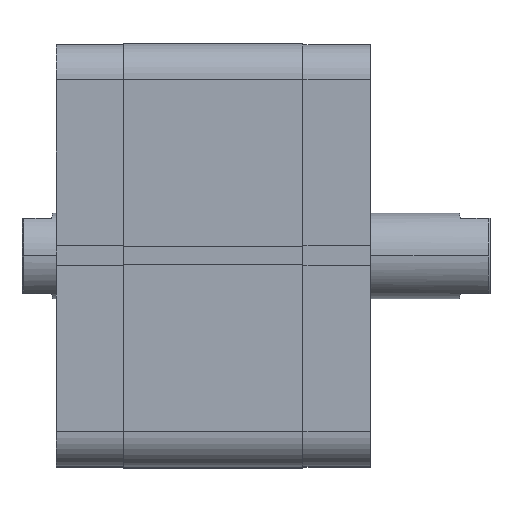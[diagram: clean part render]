
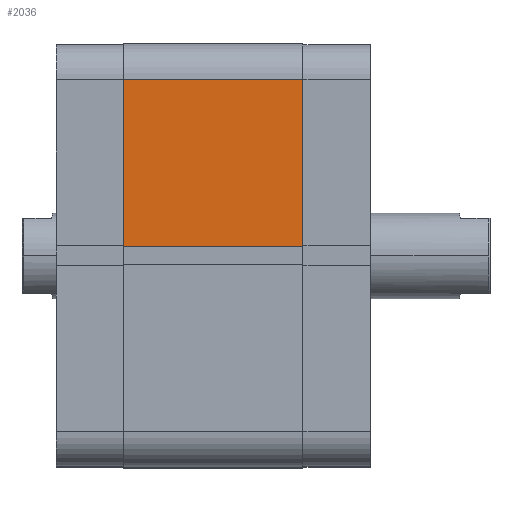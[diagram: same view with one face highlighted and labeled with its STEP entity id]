
A CAD part, top view. The second image highlights one B-rep face of the part: STEP entity #2036.
In plain terms, the highlighted face is planar.
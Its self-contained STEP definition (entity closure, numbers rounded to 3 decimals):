
#522 = EDGE_LOOP ( 'NONE', ( #1327, #1326, #1325, #1324 ) ) ;
#1324 = ORIENTED_EDGE ( 'NONE', *, *, #7202, .T. ) ;
#1325 = ORIENTED_EDGE ( 'NONE', *, *, #7128, .T. ) ;
#1326 = ORIENTED_EDGE ( 'NONE', *, *, #4558, .F. ) ;
#1327 = ORIENTED_EDGE ( 'NONE', *, *, #4542, .F. ) ;
#1558 = FACE_OUTER_BOUND ( 'NONE', #522, .T. ) ;
#2036 = ADVANCED_FACE ( 'NONE', ( #1558 ), #3345, .T. ) ;
#2269 = AXIS2_PLACEMENT_3D ( 'NONE', #3344, #3347, #3348 ) ;
#2652 = VERTEX_POINT ( 'NONE', #4695 ) ;
#2656 = VERTEX_POINT ( 'NONE', #4697 ) ;
#2673 = VERTEX_POINT ( 'NONE', #4707 ) ;
#2776 = VERTEX_POINT ( 'NONE', #4767 ) ;
#3344 = CARTESIAN_POINT ( 'NONE',  ( -51.5, 62., -52.5 ) ) ;
#3345 = PLANE ( 'NONE',  #2269 ) ;
#3347 = DIRECTION ( 'NONE',  ( 0., 1., 0. ) ) ;
#3348 = DIRECTION ( 'NONE',  ( 0., 0., 1. ) ) ;
#4542 = EDGE_CURVE ( 'NONE', #2776, #2656, #6558, .T. ) ;
#4558 = EDGE_CURVE ( 'NONE', #2673, #2776, #6570, .T. ) ;
#4695 = CARTESIAN_POINT ( 'NONE',  ( -51.5, 62., -52.5 ) ) ;
#4697 = CARTESIAN_POINT ( 'NONE',  ( -51.5, 62., 0. ) ) ;
#4707 = CARTESIAN_POINT ( 'NONE',  ( -2.6, 62., -52.5 ) ) ;
#4767 = CARTESIAN_POINT ( 'NONE',  ( -2.6, 62., 0. ) ) ;
#6555 = VECTOR ( 'NONE', #6955, 1000. ) ;
#6558 = LINE ( 'NONE', #6954, #6555 ) ;
#6568 = VECTOR ( 'NONE', #6968, 1000. ) ;
#6570 = LINE ( 'NONE', #6967, #6568 ) ;
#6580 = VECTOR ( 'NONE', #6998, 1000. ) ;
#6586 = LINE ( 'NONE', #6997, #6580 ) ;
#6625 = LINE ( 'NONE', #7030, #6626 ) ;
#6626 = VECTOR ( 'NONE', #7031, 1000. ) ;
#6954 = CARTESIAN_POINT ( 'NONE',  ( -51.5, 62., 0. ) ) ;
#6955 = DIRECTION ( 'NONE',  ( -1., 0., 0. ) ) ;
#6967 = CARTESIAN_POINT ( 'NONE',  ( -2.6, 62., -52.5 ) ) ;
#6968 = DIRECTION ( 'NONE',  ( 0., 0., 1. ) ) ;
#6997 = CARTESIAN_POINT ( 'NONE',  ( -51.5, 62., -52.5 ) ) ;
#6998 = DIRECTION ( 'NONE',  ( -1., 0., 0. ) ) ;
#7030 = CARTESIAN_POINT ( 'NONE',  ( -51.5, 62., -52.5 ) ) ;
#7031 = DIRECTION ( 'NONE',  ( 0., 0., 1. ) ) ;
#7128 = EDGE_CURVE ( 'NONE', #2673, #2652, #6586, .T. ) ;
#7202 = EDGE_CURVE ( 'NONE', #2652, #2656, #6625, .T. ) ;
